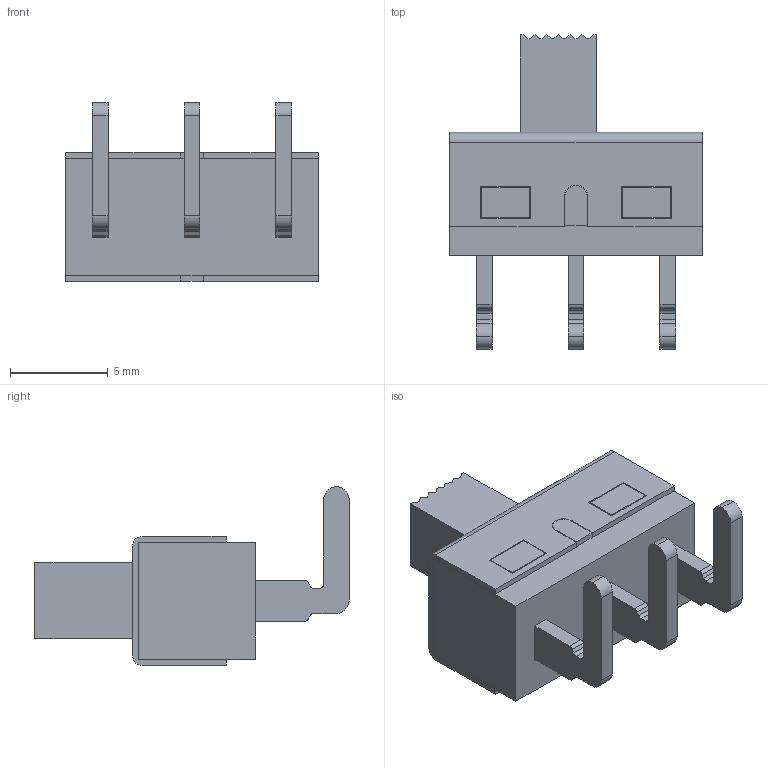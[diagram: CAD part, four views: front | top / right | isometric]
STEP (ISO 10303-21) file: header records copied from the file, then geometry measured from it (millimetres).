
FILE_DESCRIPTION (( 'STEP AP214' ), '1' );
FILE_NAME ('SS12D06L5.STEP', '2020-07-11T05:46:10', ( '' ), ( '' ), 'SwSTEP 2.0', 'SolidWorks 2020', '' );
FILE_SCHEMA (( 'AUTOMOTIVE_DESIGN' ));
Length unit declared in the file: millimetre
Products named in the file (12): ss-12d06l5.STEP.STEP.STEP; ss-12d06l5_05.STEP.STEP.STEP; ss-12d06l5_08.STEP.STEP.STEP; SS12D06L5.STEP.STEP; ss-12d06l5_01.STEP.STEP.STEP; ss-12d06l5_07.STEP.STEP.STEP; SS12D06L5.STEP; ss-12d06l5_03.STEP.STEP.STEP; SS12D06L5; ss-12d06l5_02.STEP.STEP.STEP; ss-12d06l5_04.STEP.STEP.STEP; ss-12d06l5_06.STEP.STEP.STEP
Assembly tree (11 placements, depth 5):
  SS12D06L5
    SS12D06L5.STEP
      SS12D06L5.STEP.STEP
        ss-12d06l5.STEP.STEP.STEP
          ss-12d06l5_01.STEP.STEP.STEP
          ss-12d06l5_02.STEP.STEP.STEP
          ss-12d06l5_03.STEP.STEP.STEP
          ss-12d06l5_04.STEP.STEP.STEP
          ss-12d06l5_05.STEP.STEP.STEP
          ss-12d06l5_06.STEP.STEP.STEP
          ss-12d06l5_07.STEP.STEP.STEP
          ss-12d06l5_08.STEP.STEP.STEP
Bounding box: 12.95 x 16.1 x 9.15 mm (x, y, z)
Volume: 627.9 mm3; surface area: 993.1 mm2
Topology: 8 solids, 8 shells, 154 faces, 402 edges, 268 vertices
Faces by surface type: plane 124, cylinder 30
Entity records: 5521 total; most frequent: CARTESIAN_POINT 841, ORIENTED_EDGE 804, DIRECTION 804, EDGE_CURVE 402, LINE 342, VECTOR 342, VERTEX_POINT 268, AXIS2_PLACEMENT_3D 231
